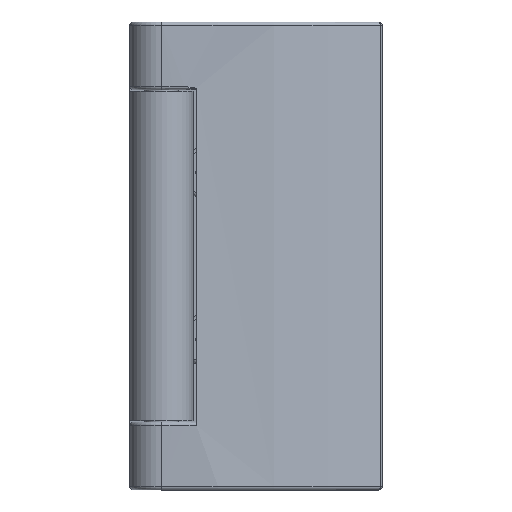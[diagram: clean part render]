
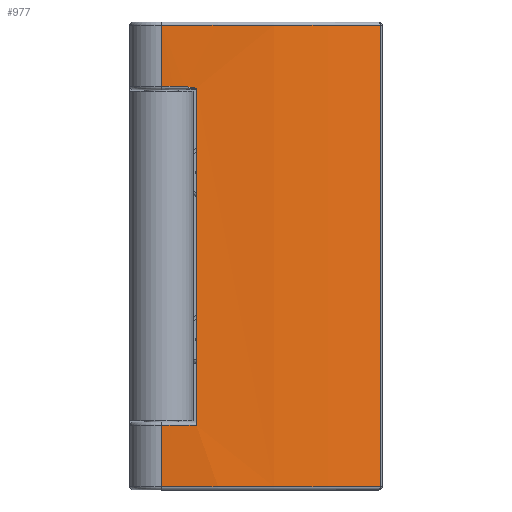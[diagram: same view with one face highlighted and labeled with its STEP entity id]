
A CAD part, top view. The second image highlights one B-rep face of the part: STEP entity #977.
In plain terms, the highlighted cylindrical face has radius 75 mm (diameter 150 mm), a partial arc.
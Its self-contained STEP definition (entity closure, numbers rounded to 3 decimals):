
#977=ADVANCED_FACE('',(#1934),#1935,.T.);
#1934=FACE_OUTER_BOUND('',#2971,.T.);
#1935=CYLINDRICAL_SURFACE('',#2972,75.);
#2971=EDGE_LOOP('',(#5059,#5060,#5061,#5062,#5063,#5064,#5065,#5066));
#2972=AXIS2_PLACEMENT_3D('',#5067,#5068,#5069);
#5059=ORIENTED_EDGE('',*,*,#6835,.T.);
#5060=ORIENTED_EDGE('',*,*,#6836,.T.);
#5061=ORIENTED_EDGE('',*,*,#6837,.T.);
#5062=ORIENTED_EDGE('',*,*,#6838,.T.);
#5063=ORIENTED_EDGE('',*,*,#6839,.T.);
#5064=ORIENTED_EDGE('',*,*,#6840,.T.);
#5065=ORIENTED_EDGE('',*,*,#6841,.T.);
#5066=ORIENTED_EDGE('',*,*,#6842,.T.);
#5067=CARTESIAN_POINT('',(4.75,35.0,-32.25));
#5068=DIRECTION('',(0.,-1.0,0.));
#5069=DIRECTION('',(1.0,0.,0.));
#6835=EDGE_CURVE('',#8155,#8156,#8157,.T.);
#6836=EDGE_CURVE('',#8156,#8158,#8159,.T.);
#6837=EDGE_CURVE('',#8158,#8160,#8161,.T.);
#6838=EDGE_CURVE('',#8160,#8162,#8163,.T.);
#6839=EDGE_CURVE('',#8162,#8164,#8165,.T.);
#6840=EDGE_CURVE('',#8164,#8166,#8167,.T.);
#6841=EDGE_CURVE('',#8166,#8168,#8169,.T.);
#6842=EDGE_CURVE('',#8168,#8155,#8170,.T.);
#8155=VERTEX_POINT('',#10520);
#8156=VERTEX_POINT('',#10521);
#8157=CIRCLE('',#10522,75.);
#8158=VERTEX_POINT('',#10523);
#8159=LINE('',#10524,#10525);
#8160=VERTEX_POINT('',#10526);
#8161=CIRCLE('',#10527,75.);
#8162=VERTEX_POINT('',#10528);
#8163=LINE('',#10529,#10530);
#8164=VERTEX_POINT('',#10531);
#8165=CIRCLE('',#10532,75.);
#8166=VERTEX_POINT('',#10533);
#8167=LINE('',#10534,#10535);
#8168=VERTEX_POINT('',#10536);
#8169=CIRCLE('',#10537,75.);
#8170=LINE('',#10538,#10539);
#10520=CARTESIAN_POINT('',(9.95,9.65,42.57));
#10521=CARTESIAN_POINT('',(4.75,9.65,42.75));
#10522=AXIS2_PLACEMENT_3D('',#12683,#12684,#12685);
#10523=CARTESIAN_POINT('',(4.75,0.5,42.75));
#10524=CARTESIAN_POINT('',(4.75,35.0,42.75));
#10525=VECTOR('',#12686,1000.0);
#10526=CARTESIAN_POINT('',(37.468,0.5,35.237));
#10527=AXIS2_PLACEMENT_3D('',#12687,#12688,#12689);
#10528=CARTESIAN_POINT('',(37.468,69.5,35.237));
#10529=CARTESIAN_POINT('',(37.468,35.0,35.237));
#10530=VECTOR('',#12690,1000.0);
#10531=CARTESIAN_POINT('',(4.75,69.5,42.75));
#10532=AXIS2_PLACEMENT_3D('',#12691,#12692,#12693);
#10533=CARTESIAN_POINT('',(4.75,60.35,42.75));
#10534=CARTESIAN_POINT('',(4.75,35.0,42.75));
#10535=VECTOR('',#12694,1000.0);
#10536=CARTESIAN_POINT('',(9.938,60.1,42.32));
#10537=AXIS2_PLACEMENT_3D('',#12695,#12696,#12697);
#10538=CARTESIAN_POINT('',(9.95,35.,42.57));
#10539=VECTOR('',#12698,1000.0);
#12683=CARTESIAN_POINT('',(4.75,9.65,-32.25));
#12684=DIRECTION('',(0.,-1.0,0.));
#12685=DIRECTION('',(1.0,0.,0.));
#12686=DIRECTION('',(0.,-1.0,0.));
#12687=CARTESIAN_POINT('',(4.75,0.5,-32.25));
#12688=DIRECTION('',(0.,1.0,0.));
#12689=DIRECTION('',(1.0,0.,0.));
#12690=DIRECTION('',(0.,1.0,0.));
#12691=CARTESIAN_POINT('',(4.75,69.5,-32.25));
#12692=DIRECTION('',(0.,-1.0,0.));
#12693=DIRECTION('',(1.0,0.,0.));
#12694=DIRECTION('',(0.,-1.0,0.));
#12695=CARTESIAN_POINT('',(4.75,60.35,-32.25));
#12696=DIRECTION('',(0.,1.0,0.));
#12697=DIRECTION('',(1.0,0.,0.));
#12698=DIRECTION('',(0.,-1.0,0.));
